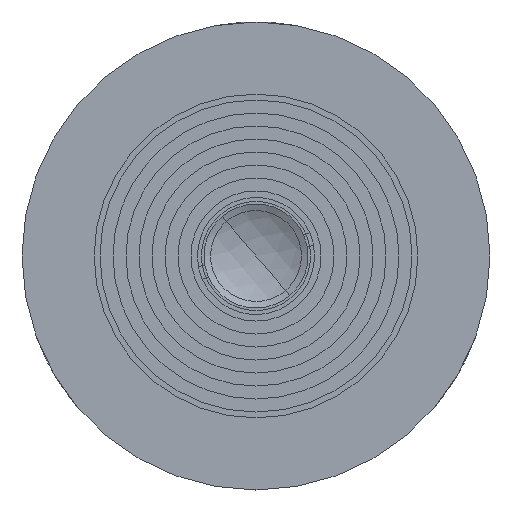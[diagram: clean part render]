
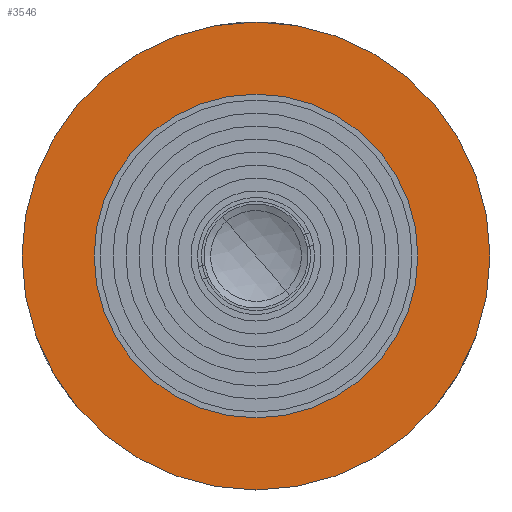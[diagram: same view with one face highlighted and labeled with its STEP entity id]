
A CAD part, left-side view. The second image highlights one B-rep face of the part: STEP entity #3546.
In plain terms, the highlighted planar face has unit normal (-1, 0, 0).
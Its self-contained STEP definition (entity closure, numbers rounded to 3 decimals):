
#177 = ORIENTED_EDGE ( 'NONE', *, *, #2784, .T. ) ;
#190 = AXIS2_PLACEMENT_3D ( 'NONE', #2185, #530, #1641 ) ;
#419 = CIRCLE ( 'NONE', #3565, 18. ) ;
#493 = DIRECTION ( 'NONE',  ( -1., 0., 0. ) ) ;
#530 = DIRECTION ( 'NONE',  ( -1., 0., 0. ) ) ;
#772 = DIRECTION ( 'NONE',  ( 0., 0., 1. ) ) ;
#968 = FACE_OUTER_BOUND ( 'NONE', #1761, .T. ) ;
#1002 = CIRCLE ( 'NONE', #1884, 12.45 ) ;
#1003 = CIRCLE ( 'NONE', #2056, 12.45 ) ;
#1008 = FACE_BOUND ( 'NONE', #1343, .T. ) ;
#1039 = EDGE_CURVE ( 'NONE', #3206, #2220, #3106, .T. ) ;
#1071 = CARTESIAN_POINT ( 'NONE',  ( 0., 0., 18. ) ) ;
#1322 = CARTESIAN_POINT ( 'NONE',  ( 0., 0., 0. ) ) ;
#1343 = EDGE_LOOP ( 'NONE', ( #3203, #2315 ) ) ;
#1394 = CARTESIAN_POINT ( 'NONE',  ( 0., 0., 0. ) ) ;
#1450 = DIRECTION ( 'NONE',  ( 0., 0., 1. ) ) ;
#1485 = VERTEX_POINT ( 'NONE', #2875 ) ;
#1521 = DIRECTION ( 'NONE',  ( 0., 0., -1. ) ) ;
#1641 = DIRECTION ( 'NONE',  ( 0., 0., 1. ) ) ;
#1761 = EDGE_LOOP ( 'NONE', ( #3223, #177 ) ) ;
#1820 = EDGE_CURVE ( 'NONE', #1485, #2402, #1002, .T. ) ;
#1884 = AXIS2_PLACEMENT_3D ( 'NONE', #1394, #493, #772 ) ;
#2056 = AXIS2_PLACEMENT_3D ( 'NONE', #1322, #2450, #3571 ) ;
#2185 = CARTESIAN_POINT ( 'NONE',  ( 0., 0., 0. ) ) ;
#2220 = VERTEX_POINT ( 'NONE', #3110 ) ;
#2315 = ORIENTED_EDGE ( 'NONE', *, *, #1820, .F. ) ;
#2398 = CARTESIAN_POINT ( 'NONE',  ( 0., 18., 0. ) ) ;
#2402 = VERTEX_POINT ( 'NONE', #2676 ) ;
#2450 = DIRECTION ( 'NONE',  ( -1., 0., 0. ) ) ;
#2676 = CARTESIAN_POINT ( 'NONE',  ( 0., 0., 12.45 ) ) ;
#2697 = PLANE ( 'NONE',  #3362 ) ;
#2784 = EDGE_CURVE ( 'NONE', #2220, #3206, #419, .T. ) ;
#2875 = CARTESIAN_POINT ( 'NONE',  ( 0., 0., -12.45 ) ) ;
#3106 = CIRCLE ( 'NONE', #190, 18. ) ;
#3110 = CARTESIAN_POINT ( 'NONE',  ( 0., 0., -18. ) ) ;
#3152 = DIRECTION ( 'NONE',  ( -1., 0., 0. ) ) ;
#3203 = ORIENTED_EDGE ( 'NONE', *, *, #3321, .F. ) ;
#3206 = VERTEX_POINT ( 'NONE', #1071 ) ;
#3219 = DIRECTION ( 'NONE',  ( 1., 0., 0. ) ) ;
#3223 = ORIENTED_EDGE ( 'NONE', *, *, #1039, .T. ) ;
#3321 = EDGE_CURVE ( 'NONE', #2402, #1485, #1003, .T. ) ;
#3362 = AXIS2_PLACEMENT_3D ( 'NONE', #2398, #3219, #1521 ) ;
#3459 = CARTESIAN_POINT ( 'NONE',  ( 0., 0., 0. ) ) ;
#3546 = ADVANCED_FACE ( 'NONE', ( #1008, #968 ), #2697, .F. ) ;
#3565 = AXIS2_PLACEMENT_3D ( 'NONE', #3459, #3152, #1450 ) ;
#3571 = DIRECTION ( 'NONE',  ( 0., 0., 1. ) ) ;
